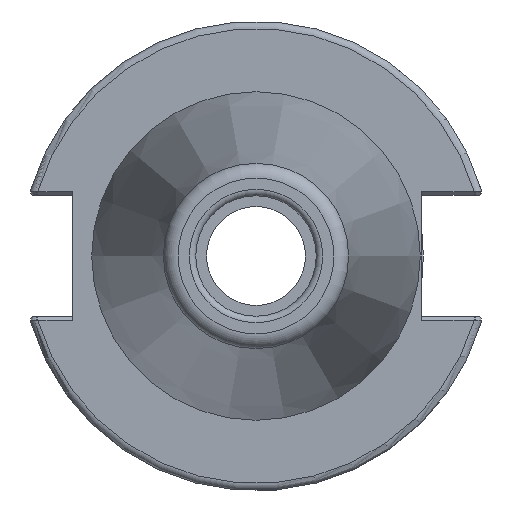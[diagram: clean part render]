
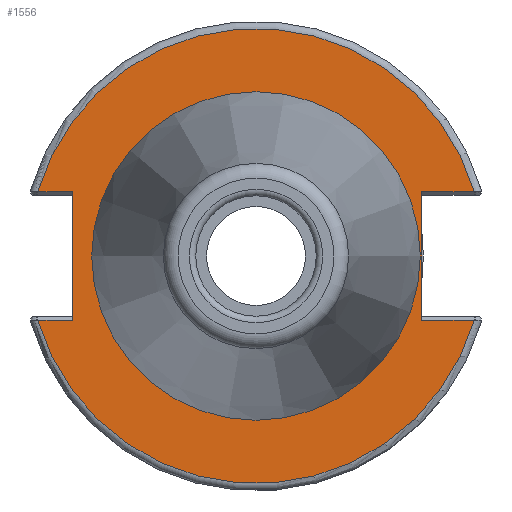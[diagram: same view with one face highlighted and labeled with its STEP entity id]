
A CAD part, left-side view. The second image highlights one B-rep face of the part: STEP entity #1556.
In plain terms, the highlighted planar face has unit normal (-1, 0, 0).
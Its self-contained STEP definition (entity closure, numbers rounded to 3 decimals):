
#15=FACE_BOUND('',#296,.T.);
#81=PLANE('',#1667);
#117=CIRCLE('',#1666,30.775);
#118=CIRCLE('',#1668,30.775);
#119=CIRCLE('',#1669,22.225);
#120=CIRCLE('',#1670,22.225);
#208=FACE_OUTER_BOUND('',#295,.T.);
#295=EDGE_LOOP('',(#1081,#1082,#1083,#1084,#1085,#1086,#1087,#1088));
#296=EDGE_LOOP('',(#1089,#1090));
#391=LINE('',#2421,#489);
#393=LINE('',#2489,#491);
#394=LINE('',#2491,#492);
#395=LINE('',#2495,#493);
#396=LINE('',#2497,#494);
#397=LINE('',#2498,#495);
#489=VECTOR('',#1835,10.);
#491=VECTOR('',#1853,10.);
#492=VECTOR('',#1854,10.);
#493=VECTOR('',#1857,10.);
#494=VECTOR('',#1858,10.);
#495=VECTOR('',#1859,10.);
#637=VERTEX_POINT('',#2414);
#640=VERTEX_POINT('',#2419);
#646=VERTEX_POINT('',#2467);
#648=VERTEX_POINT('',#2488);
#649=VERTEX_POINT('',#2490);
#650=VERTEX_POINT('',#2492);
#651=VERTEX_POINT('',#2494);
#652=VERTEX_POINT('',#2496);
#653=VERTEX_POINT('',#2499);
#654=VERTEX_POINT('',#2500);
#810=EDGE_CURVE('',#640,#637,#391,.T.);
#820=EDGE_CURVE('',#637,#646,#117,.T.);
#823=EDGE_CURVE('',#640,#648,#393,.T.);
#824=EDGE_CURVE('',#649,#648,#394,.T.);
#825=EDGE_CURVE('',#650,#649,#118,.T.);
#826=EDGE_CURVE('',#651,#650,#395,.T.);
#827=EDGE_CURVE('',#651,#652,#396,.T.);
#828=EDGE_CURVE('',#646,#652,#397,.T.);
#829=EDGE_CURVE('',#653,#654,#119,.T.);
#830=EDGE_CURVE('',#654,#653,#120,.T.);
#1081=ORIENTED_EDGE('',*,*,#810,.F.);
#1082=ORIENTED_EDGE('',*,*,#823,.T.);
#1083=ORIENTED_EDGE('',*,*,#824,.F.);
#1084=ORIENTED_EDGE('',*,*,#825,.F.);
#1085=ORIENTED_EDGE('',*,*,#826,.F.);
#1086=ORIENTED_EDGE('',*,*,#827,.T.);
#1087=ORIENTED_EDGE('',*,*,#828,.F.);
#1088=ORIENTED_EDGE('',*,*,#820,.F.);
#1089=ORIENTED_EDGE('',*,*,#829,.T.);
#1090=ORIENTED_EDGE('',*,*,#830,.T.);
#1556=ADVANCED_FACE('',(#208,#15),#81,.T.);
#1666=AXIS2_PLACEMENT_3D('',#2468,#1849,#1850);
#1667=AXIS2_PLACEMENT_3D('',#2487,#1851,#1852);
#1668=AXIS2_PLACEMENT_3D('',#2493,#1855,#1856);
#1669=AXIS2_PLACEMENT_3D('',#2501,#1860,#1861);
#1670=AXIS2_PLACEMENT_3D('',#2502,#1862,#1863);
#1835=DIRECTION('',(0.,-1.,0.));
#1849=DIRECTION('center_axis',(1.,0.,0.));
#1850=DIRECTION('ref_axis',(0.,0.,-1.));
#1851=DIRECTION('center_axis',(-1.,0.,0.));
#1852=DIRECTION('ref_axis',(0.,0.,1.));
#1853=DIRECTION('',(0.,0.,1.));
#1854=DIRECTION('',(0.,1.,0.));
#1855=DIRECTION('center_axis',(1.,0.,0.));
#1856=DIRECTION('ref_axis',(0.,0.,-1.));
#1857=DIRECTION('',(0.,1.,0.));
#1858=DIRECTION('',(0.,0.,-1.));
#1859=DIRECTION('',(0.,-1.,0.));
#1860=DIRECTION('center_axis',(1.,0.,0.));
#1861=DIRECTION('ref_axis',(0.,0.,-1.));
#1862=DIRECTION('center_axis',(1.,0.,0.));
#1863=DIRECTION('ref_axis',(0.,0.,-1.));
#2414=CARTESIAN_POINT('',(3.175,-29.523,-8.69));
#2419=CARTESIAN_POINT('',(3.175,-22.41,-8.69));
#2421=CARTESIAN_POINT('',(3.175,-4.878,-8.69));
#2467=CARTESIAN_POINT('',(3.175,29.523,-8.69));
#2468=CARTESIAN_POINT('Origin',(3.175,0.,
0.));
#2487=CARTESIAN_POINT('Origin',(3.175,30.775,0.));
#2488=CARTESIAN_POINT('',(3.175,-22.41,8.69));
#2489=CARTESIAN_POINT('',(3.175,-22.41,-4.095));
#2490=CARTESIAN_POINT('',(3.175,-29.523,8.69));
#2491=CARTESIAN_POINT('',(3.175,4.182,8.69));
#2492=CARTESIAN_POINT('',(3.175,29.523,8.69));
#2493=CARTESIAN_POINT('Origin',(3.175,0.,
0.));
#2494=CARTESIAN_POINT('',(3.175,24.8,8.69));
#2495=CARTESIAN_POINT('',(3.175,32.958,8.69));
#2496=CARTESIAN_POINT('',(3.175,24.8,-8.69));
#2497=CARTESIAN_POINT('',(3.175,24.8,4.095));
#2498=CARTESIAN_POINT('',(3.175,27.788,-8.69));
#2499=CARTESIAN_POINT('',(3.175,22.225,0.));
#2500=CARTESIAN_POINT('',(3.175,-22.225,0.));
#2501=CARTESIAN_POINT('Origin',(3.175,0.,
0.));
#2502=CARTESIAN_POINT('Origin',(3.175,0.,
0.));
